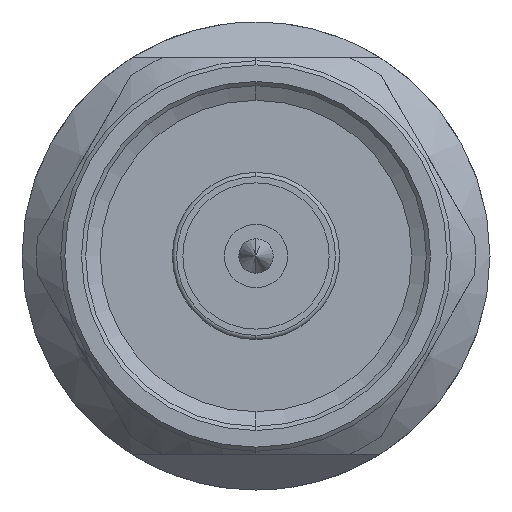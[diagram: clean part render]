
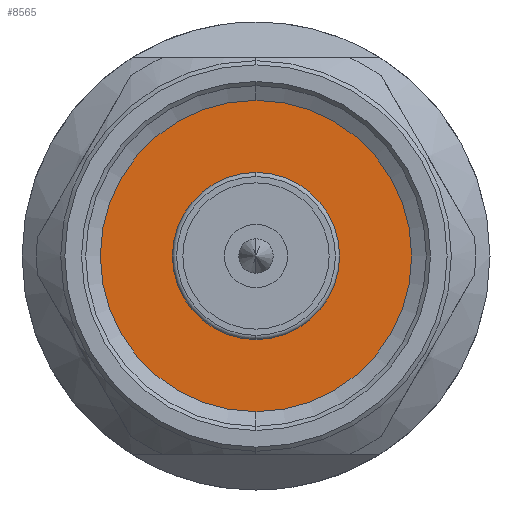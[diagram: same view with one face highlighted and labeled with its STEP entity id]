
A CAD part, left-side view. The second image highlights one B-rep face of the part: STEP entity #8565.
In plain terms, the highlighted planar face has unit normal (-1, 0, 0).
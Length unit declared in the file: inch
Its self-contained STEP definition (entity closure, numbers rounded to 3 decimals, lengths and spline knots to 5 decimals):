
#27 = AXIS2_PLACEMENT_3D ( 'NONE', #72, #2811, #797 ) ;
#63 = DIRECTION ( 'NONE',  ( 0., 0., 1. ) ) ;
#72 = CARTESIAN_POINT ( 'NONE',  ( 0.34646, 0., 0. ) ) ;
#566 = CIRCLE ( 'NONE', #8217, 0.15748 ) ;
#797 = DIRECTION ( 'NONE',  ( 0., 0., 1. ) ) ;
#1273 = CARTESIAN_POINT ( 'NONE',  ( 0.34646, 0., 0. ) ) ;
#1459 = DIRECTION ( 'NONE',  ( -1., 0., 0. ) ) ;
#1806 = AXIS2_PLACEMENT_3D ( 'NONE', #7645, #1459, #8426 ) ;
#1948 = EDGE_LOOP ( 'NONE', ( #5485, #8636 ) ) ;
#2223 = VERTEX_POINT ( 'NONE', #4218 ) ;
#2811 = DIRECTION ( 'NONE',  ( -1., 0., 0. ) ) ;
#3387 = DIRECTION ( 'NONE',  ( 1., 0., 0. ) ) ;
#3414 = FACE_OUTER_BOUND ( 'NONE', #1948, .T. ) ;
#4204 = CARTESIAN_POINT ( 'NONE',  ( 0.34646, 0., 0.15748 ) ) ;
#4218 = CARTESIAN_POINT ( 'NONE',  ( 0.34646, 0., -0.15748 ) ) ;
#4463 = CIRCLE ( 'NONE', #8342, 0.15748 ) ;
#4645 = ORIENTED_EDGE ( 'NONE', *, *, #8928, .T. ) ;
#4646 = VERTEX_POINT ( 'NONE', #7426 ) ;
#4791 = CARTESIAN_POINT ( 'NONE',  ( 0.34646, 0., 0. ) ) ;
#4877 = PLANE ( 'NONE',  #7874 ) ;
#4920 = CIRCLE ( 'NONE', #27, 0.29609 ) ;
#4941 = CARTESIAN_POINT ( 'NONE',  ( 0.34646, 0., 0.29609 ) ) ;
#5471 = DIRECTION ( 'NONE',  ( -1., 0., 0. ) ) ;
#5485 = ORIENTED_EDGE ( 'NONE', *, *, #5974, .T. ) ;
#5974 = EDGE_CURVE ( 'NONE', #8652, #4646, #4920, .T. ) ;
#6086 = DIRECTION ( 'NONE',  ( 0., 0., 1. ) ) ;
#6569 = VERTEX_POINT ( 'NONE', #4204 ) ;
#6631 = DIRECTION ( 'NONE',  ( 1., 0., 0. ) ) ;
#6687 = CARTESIAN_POINT ( 'NONE',  ( 0.34646, 0., 0. ) ) ;
#7034 = FACE_BOUND ( 'NONE', #7705, .T. ) ;
#7426 = CARTESIAN_POINT ( 'NONE',  ( 0.34646, 0., -0.29609 ) ) ;
#7645 = CARTESIAN_POINT ( 'NONE',  ( 0.34646, 0., 0. ) ) ;
#7705 = EDGE_LOOP ( 'NONE', ( #8274, #4645 ) ) ;
#7874 = AXIS2_PLACEMENT_3D ( 'NONE', #4791, #5471, #63 ) ;
#8060 = DIRECTION ( 'NONE',  ( 0., 0., 1. ) ) ;
#8116 = EDGE_CURVE ( 'NONE', #4646, #8652, #8463, .T. ) ;
#8217 = AXIS2_PLACEMENT_3D ( 'NONE', #6687, #6631, #8060 ) ;
#8274 = ORIENTED_EDGE ( 'NONE', *, *, #8440, .T. ) ;
#8342 = AXIS2_PLACEMENT_3D ( 'NONE', #1273, #3387, #6086 ) ;
#8426 = DIRECTION ( 'NONE',  ( 0., 0., 1. ) ) ;
#8440 = EDGE_CURVE ( 'NONE', #6569, #2223, #4463, .T. ) ;
#8463 = CIRCLE ( 'NONE', #1806, 0.29609 ) ;
#8565 = ADVANCED_FACE ( 'NONE', ( #7034, #3414 ), #4877, .T. ) ;
#8636 = ORIENTED_EDGE ( 'NONE', *, *, #8116, .T. ) ;
#8652 = VERTEX_POINT ( 'NONE', #4941 ) ;
#8928 = EDGE_CURVE ( 'NONE', #2223, #6569, #566, .T. ) ;
